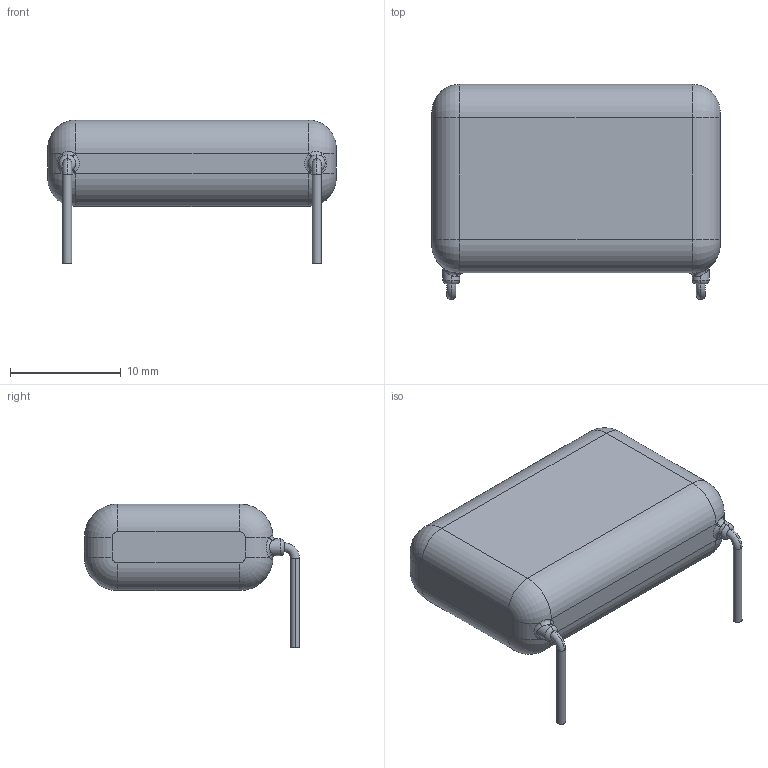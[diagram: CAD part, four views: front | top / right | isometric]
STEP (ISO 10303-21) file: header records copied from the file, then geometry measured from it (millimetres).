
FILE_DESCRIPTION (( 'STEP AP214' ), '1' );
FILE_NAME ('SW3dPS-ECQE(F) 0.33uf 630Vdc 250Vac RA.STEP', '2009-06-15T00:41:38', ( 'sysAdmin' ), ( 'SolidWorks' ), 'SwSTEP 2.0', 'SolidWorks 2009', '' );
FILE_SCHEMA (( 'AUTOMOTIVE_DESIGN' ));
Length unit declared in the file: millimetre
Products named in the file (1): SW3dPS-ECQE(F) 0.33uf 630Vdc 250Vac RA
Bounding box: 26 x 19.4 x 12.98 mm (x, y, z)
Volume: 3151.6 mm3; surface area: 1368.4 mm2
Topology: 3 solids, 3 shells, 68 faces, 150 edges, 88 vertices
Faces by surface type: cylinder 28, torus 18, plane 12, bspline 10
Entity records: 2712 total; most frequent: CARTESIAN_POINT 609, DIRECTION 332, ORIENTED_EDGE 300, EDGE_CURVE 150, AXIS2_PLACEMENT_3D 147, CIRCLE 88, VERTEX_POINT 88, ADVANCED_FACE 68
